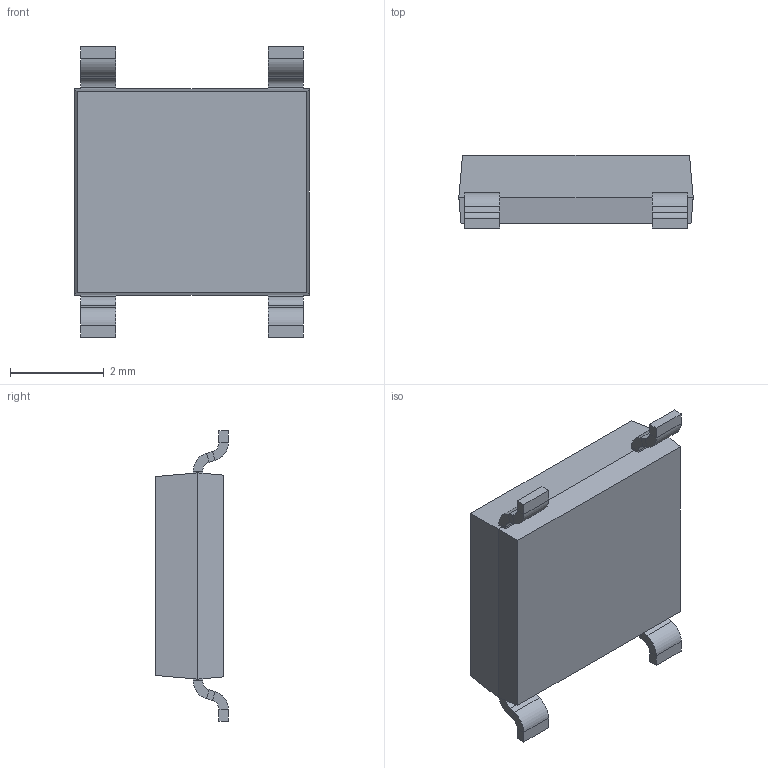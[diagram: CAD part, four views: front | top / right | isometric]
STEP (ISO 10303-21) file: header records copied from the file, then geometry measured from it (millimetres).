
FILE_DESCRIPTION (( 'STEP AP214' ), '1' );
FILE_NAME ('ABS6.STEP', '2016-02-04T17:05:44', ( '' ), ( '' ), 'SwSTEP 2.0', 'SolidWorks 2015', '' );
FILE_SCHEMA (( 'AUTOMOTIVE_DESIGN' ));
Length unit declared in the file: millimetre
Products named in the file (1): ABS6
Bounding box: 5 x 1.55 x 6.2 mm (x, y, z)
Volume: 31.7 mm3; surface area: 78.9 mm2
Topology: 5 solids, 5 shells, 98 faces, 196 edges, 108 vertices
Faces by surface type: plane 82, cylinder 16
Entity records: 2960 total; most frequent: DIRECTION 426, CARTESIAN_POINT 403, ORIENTED_EDGE 392, EDGE_CURVE 196, VECTOR 164, LINE 164, AXIS2_PLACEMENT_3D 131, VERTEX_POINT 108
